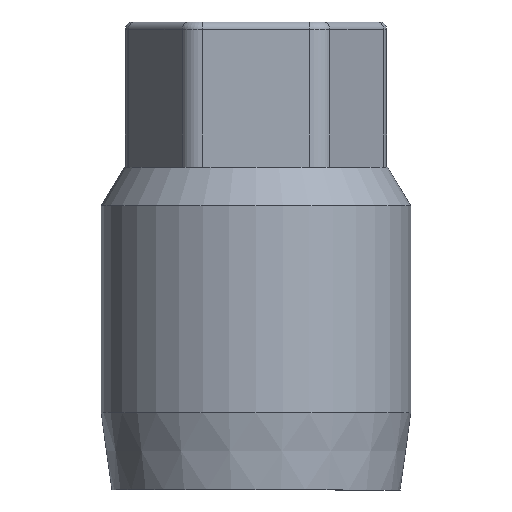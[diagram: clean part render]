
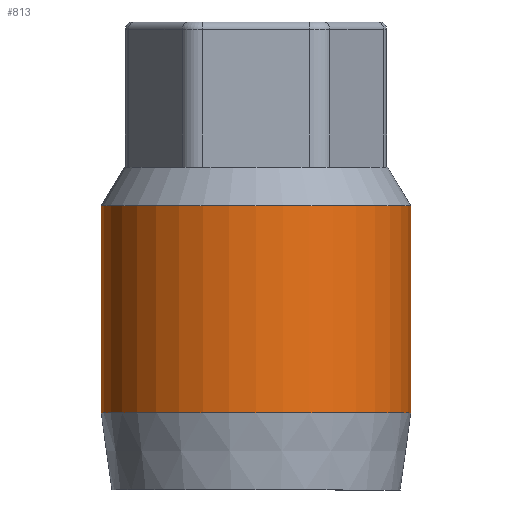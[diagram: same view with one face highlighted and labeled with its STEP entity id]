
A CAD part, front view. The second image highlights one B-rep face of the part: STEP entity #813.
In plain terms, the highlighted cylindrical face has radius 5.33 mm (diameter 10.659 mm), a full revolution.
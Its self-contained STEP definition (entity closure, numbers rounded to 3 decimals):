
#74=CYLINDRICAL_SURFACE('',#906,5.33);
#93=FACE_OUTER_BOUND('',#148,.T.);
#148=EDGE_LOOP('',(#590,#591,#592,#593,#594));
#208=LINE('',#1358,#264);
#264=VECTOR('',#1047,5.33);
#317=CIRCLE('',#893,5.33);
#328=CIRCLE('',#907,5.33);
#329=CIRCLE('',#908,5.33);
#375=VERTEX_POINT('',#1303);
#392=VERTEX_POINT('',#1355);
#393=VERTEX_POINT('',#1356);
#447=EDGE_CURVE('',#375,#375,#317,.T.);
#467=EDGE_CURVE('',#392,#393,#328,.T.);
#468=EDGE_CURVE('',#393,#375,#208,.T.);
#469=EDGE_CURVE('',#393,#392,#329,.T.);
#590=ORIENTED_EDGE('',*,*,#467,.T.);
#591=ORIENTED_EDGE('',*,*,#468,.T.);
#592=ORIENTED_EDGE('',*,*,#447,.F.);
#593=ORIENTED_EDGE('',*,*,#468,.F.);
#594=ORIENTED_EDGE('',*,*,#469,.T.);
#813=ADVANCED_FACE('',(#93),#74,.T.);
#893=AXIS2_PLACEMENT_3D('',#1304,#1014,#1015);
#906=AXIS2_PLACEMENT_3D('',#1354,#1043,#1044);
#907=AXIS2_PLACEMENT_3D('',#1357,#1045,#1046);
#908=AXIS2_PLACEMENT_3D('',#1359,#1048,#1049);
#1014=DIRECTION('center_axis',(0.,0.,-1.));
#1015=DIRECTION('ref_axis',(1.,0.,0.));
#1043=DIRECTION('center_axis',(0.,0.,1.));
#1044=DIRECTION('ref_axis',(1.,0.,0.));
#1045=DIRECTION('center_axis',(0.,0.,-1.));
#1046=DIRECTION('ref_axis',(-1.,0.,0.));
#1047=DIRECTION('',(0.,0.,-1.));
#1048=DIRECTION('center_axis',(0.,0.,-1.));
#1049=DIRECTION('ref_axis',(-1.,0.,0.));
#1303=CARTESIAN_POINT('',(-5.33,0.,-10.458));
#1304=CARTESIAN_POINT('Origin',(0.,0.,
-10.458));
#1354=CARTESIAN_POINT('Origin',(0.,0.,-13.113));
#1355=CARTESIAN_POINT('',(5.33,0.,-3.331));
#1356=CARTESIAN_POINT('',(-5.33,0.,-3.331));
#1357=CARTESIAN_POINT('Origin',(0.,0.,-3.331));
#1358=CARTESIAN_POINT('',(-5.33,0.,-13.113));
#1359=CARTESIAN_POINT('Origin',(0.,0.,-3.331));
